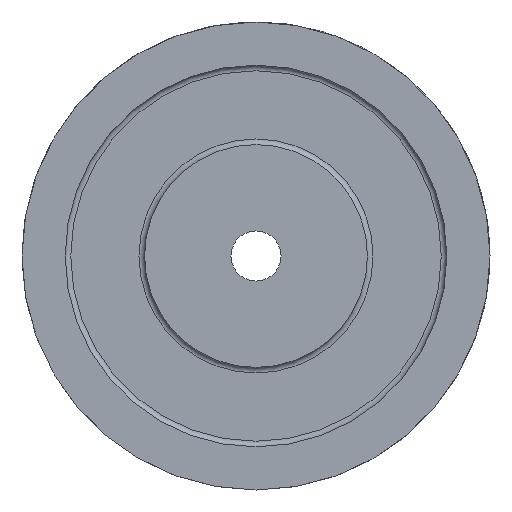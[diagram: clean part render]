
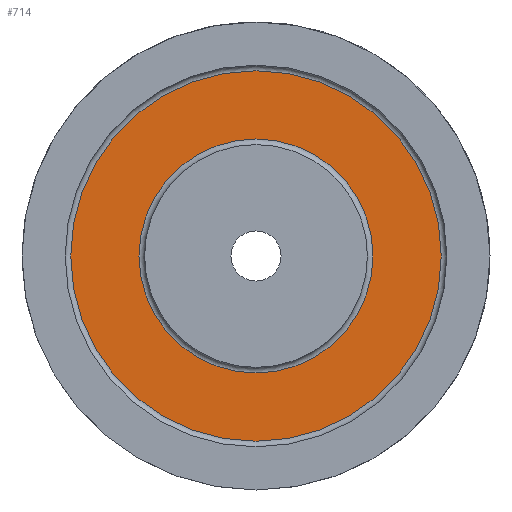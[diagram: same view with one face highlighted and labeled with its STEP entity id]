
A CAD part, left-side view. The second image highlights one B-rep face of the part: STEP entity #714.
In plain terms, the highlighted planar face has unit normal (-1, 0, 0).
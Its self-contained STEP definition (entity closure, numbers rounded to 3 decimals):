
#714 = ADVANCED_FACE( '', ( #1504, #1505 ), #1506, .F. );
#1504 = FACE_OUTER_BOUND( '', #2359, .T. );
#1505 = FACE_BOUND( '', #2360, .T. );
#1506 = PLANE( '', #2361 );
#2359 = EDGE_LOOP( '', ( #4136 ) );
#2360 = EDGE_LOOP( '', ( #4137 ) );
#2361 = AXIS2_PLACEMENT_3D( '', #4138, #4139, #4140 );
#4136 = ORIENTED_EDGE( '', *, *, #5098, .F. );
#4137 = ORIENTED_EDGE( '', *, *, #5024, .T. );
#4138 = CARTESIAN_POINT( '', ( 20., 42., 0. ) );
#4139 = DIRECTION( '', ( 1., 0., 0. ) );
#4140 = DIRECTION( '', ( 0., 0., -1. ) );
#5024 = EDGE_CURVE( '', #6021, #6021, #6022, .T. );
#5098 = EDGE_CURVE( '', #6116, #6116, #6117, .T. );
#6021 = VERTEX_POINT( '', #7141 );
#6022 = CIRCLE( '', #7142, 42. );
#6116 = VERTEX_POINT( '', #7254 );
#6117 = CIRCLE( '', #7255, 66.5 );
#7141 = CARTESIAN_POINT( '', ( 20., 0., -42. ) );
#7142 = AXIS2_PLACEMENT_3D( '', #8469, #8470, #8471 );
#7254 = CARTESIAN_POINT( '', ( 20., 0., -66.5 ) );
#7255 = AXIS2_PLACEMENT_3D( '', #8580, #8581, #8582 );
#8469 = CARTESIAN_POINT( '', ( 20., 0., 0. ) );
#8470 = DIRECTION( '', ( 1., 0., 0. ) );
#8471 = DIRECTION( '', ( 0., 0., -1. ) );
#8580 = CARTESIAN_POINT( '', ( 20., 0., 0. ) );
#8581 = DIRECTION( '', ( 1., 0., 0. ) );
#8582 = DIRECTION( '', ( 0., 0., -1. ) );
